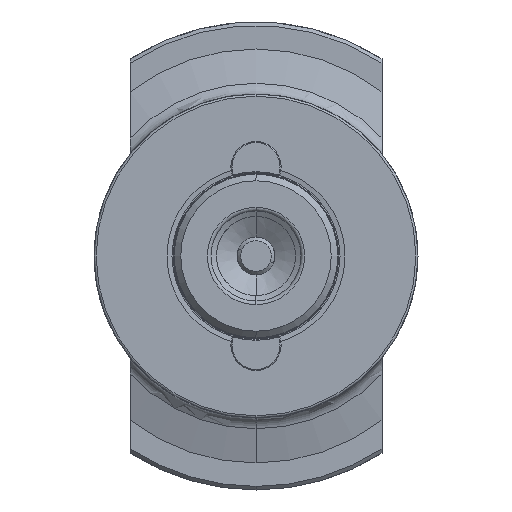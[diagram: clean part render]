
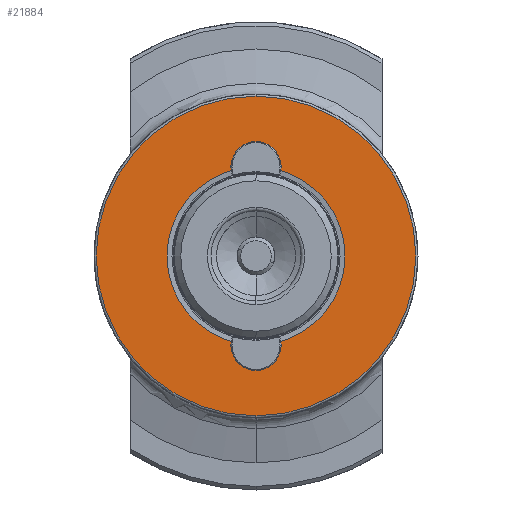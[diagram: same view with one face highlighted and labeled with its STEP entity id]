
A CAD part, left-side view. The second image highlights one B-rep face of the part: STEP entity #21884.
In plain terms, the highlighted planar face has unit normal (-1, 0, 0).
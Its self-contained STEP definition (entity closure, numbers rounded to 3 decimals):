
#42 = CARTESIAN_POINT ( 'NONE',  ( 0., 1.135, -24.689 ) ) ;
#138 = AXIS2_PLACEMENT_3D ( 'NONE', #19220, #21317, #8802 ) ;
#409 = CARTESIAN_POINT ( 'NONE',  ( 0., 0., 28. ) ) ;
#917 = DIRECTION ( 'NONE',  ( -1., 0., 0. ) ) ;
#1260 = AXIS2_PLACEMENT_3D ( 'NONE', #21265, #8738, #23363 ) ;
#2036 = CARTESIAN_POINT ( 'NONE',  ( 0., 0., -28. ) ) ;
#2352 = CIRCLE ( 'NONE', #20429, 3.5 ) ;
#2476 = CARTESIAN_POINT ( 'NONE',  ( 0., 0., -44.4 ) ) ;
#2481 = DIRECTION ( 'NONE',  ( 0., 0., 1. ) ) ;
#2576 = DIRECTION ( 'NONE',  ( -1., 0., 0. ) ) ;
#2612 = DIRECTION ( 'NONE',  ( 0., 0., 1. ) ) ;
#3215 = DIRECTION ( 'NONE',  ( 0., 0., 1. ) ) ;
#3413 = DIRECTION ( 'NONE',  ( -1., 0., 0. ) ) ;
#3505 = CARTESIAN_POINT ( 'NONE',  ( 0., 0., 0. ) ) ;
#4247 = EDGE_CURVE ( 'NONE', #23768, #18189, #21424, .T. ) ;
#4255 = DIRECTION ( 'NONE',  ( 0., 0., 1. ) ) ;
#4321 = CARTESIAN_POINT ( 'NONE',  ( 0., 0., -28. ) ) ;
#4514 = CARTESIAN_POINT ( 'NONE',  ( 0., -1.135, -24.689 ) ) ;
#4942 = ORIENTED_EDGE ( 'NONE', *, *, #10787, .F. ) ;
#5404 = ORIENTED_EDGE ( 'NONE', *, *, #21336, .T. ) ;
#5543 = EDGE_CURVE ( 'NONE', #16218, #14211, #6059, .T. ) ;
#5796 = CARTESIAN_POINT ( 'NONE',  ( 0., 1.135, 24.689 ) ) ;
#6059 = CIRCLE ( 'NONE', #7432, 44.4 ) ;
#7087 = ORIENTED_EDGE ( 'NONE', *, *, #4247, .F. ) ;
#7432 = AXIS2_PLACEMENT_3D ( 'NONE', #3505, #3413, #3215 ) ;
#8234 = CIRCLE ( 'NONE', #26899, 24.715 ) ;
#8738 = DIRECTION ( 'NONE',  ( -1., 0., 0. ) ) ;
#8802 = DIRECTION ( 'NONE',  ( 0., 0., -1. ) ) ;
#9981 = VERTEX_POINT ( 'NONE', #20107 ) ;
#10787 = EDGE_CURVE ( 'NONE', #18189, #9981, #20494, .T. ) ;
#10799 = VERTEX_POINT ( 'NONE', #4514 ) ;
#11009 = AXIS2_PLACEMENT_3D ( 'NONE', #21546, #21510, #21475 ) ;
#11399 = ORIENTED_EDGE ( 'NONE', *, *, #16739, .F. ) ;
#11441 = AXIS2_PLACEMENT_3D ( 'NONE', #409, #15459, #2612 ) ;
#11992 = VERTEX_POINT ( 'NONE', #19213 ) ;
#12302 = AXIS2_PLACEMENT_3D ( 'NONE', #4321, #2576, #2481 ) ;
#13377 = ORIENTED_EDGE ( 'NONE', *, *, #5543, .T. ) ;
#13828 = CARTESIAN_POINT ( 'NONE',  ( 0., 0., 28. ) ) ;
#14211 = VERTEX_POINT ( 'NONE', #15138 ) ;
#14350 = DIRECTION ( 'NONE',  ( 0., 0., 1. ) ) ;
#14379 = DIRECTION ( 'NONE',  ( -1., 0., 0. ) ) ;
#14417 = CARTESIAN_POINT ( 'NONE',  ( 0., 0., 0. ) ) ;
#14882 = CIRCLE ( 'NONE', #11441, 3.5 ) ;
#15138 = CARTESIAN_POINT ( 'NONE',  ( 0., 0., 44.4 ) ) ;
#15430 = EDGE_CURVE ( 'NONE', #10799, #26115, #8234, .T. ) ;
#15459 = DIRECTION ( 'NONE',  ( -1., 0., 0. ) ) ;
#15925 = DIRECTION ( 'NONE',  ( 0., 0., 1. ) ) ;
#16218 = VERTEX_POINT ( 'NONE', #2476 ) ;
#16739 = EDGE_CURVE ( 'NONE', #11992, #23768, #2352, .T. ) ;
#16840 = CIRCLE ( 'NONE', #1260, 44.4 ) ;
#17006 = DIRECTION ( 'NONE',  ( -1., 0., 0. ) ) ;
#18189 = VERTEX_POINT ( 'NONE', #42 ) ;
#19213 = CARTESIAN_POINT ( 'NONE',  ( 0., 0., 31.5 ) ) ;
#19220 = CARTESIAN_POINT ( 'NONE',  ( 0., 0., -24.715 ) ) ;
#20063 = FACE_OUTER_BOUND ( 'NONE', #24663, .T. ) ;
#20107 = CARTESIAN_POINT ( 'NONE',  ( 0., 0., -31.5 ) ) ;
#20429 = AXIS2_PLACEMENT_3D ( 'NONE', #13828, #917, #15925 ) ;
#20494 = CIRCLE ( 'NONE', #12302, 3.5 ) ;
#21228 = PLANE ( 'NONE',  #138 ) ;
#21265 = CARTESIAN_POINT ( 'NONE',  ( 0., 0., 0. ) ) ;
#21301 = EDGE_CURVE ( 'NONE', #9981, #10799, #23029, .T. ) ;
#21317 = DIRECTION ( 'NONE',  ( 1., 0., 0. ) ) ;
#21336 = EDGE_CURVE ( 'NONE', #14211, #16218, #16840, .T. ) ;
#21424 = CIRCLE ( 'NONE', #11009, 24.715 ) ;
#21457 = EDGE_CURVE ( 'NONE', #26115, #11992, #14882, .T. ) ;
#21475 = DIRECTION ( 'NONE',  ( 0., 0., 1. ) ) ;
#21510 = DIRECTION ( 'NONE',  ( -1., 0., 0. ) ) ;
#21546 = CARTESIAN_POINT ( 'NONE',  ( 0., 0., 0. ) ) ;
#21884 = ADVANCED_FACE ( 'NONE', ( #25661, #20063 ), #21228, .F. ) ;
#22175 = ORIENTED_EDGE ( 'NONE', *, *, #15430, .F. ) ;
#22844 = ORIENTED_EDGE ( 'NONE', *, *, #21457, .F. ) ;
#23020 = EDGE_LOOP ( 'NONE', ( #7087, #11399, #22844, #22175, #27427, #4942 ) ) ;
#23029 = CIRCLE ( 'NONE', #23109, 3.5 ) ;
#23109 = AXIS2_PLACEMENT_3D ( 'NONE', #2036, #17006, #4255 ) ;
#23363 = DIRECTION ( 'NONE',  ( 0., 0., 1. ) ) ;
#23768 = VERTEX_POINT ( 'NONE', #5796 ) ;
#24663 = EDGE_LOOP ( 'NONE', ( #5404, #13377 ) ) ;
#25661 = FACE_BOUND ( 'NONE', #23020, .T. ) ;
#26115 = VERTEX_POINT ( 'NONE', #27516 ) ;
#26899 = AXIS2_PLACEMENT_3D ( 'NONE', #14417, #14379, #14350 ) ;
#27427 = ORIENTED_EDGE ( 'NONE', *, *, #21301, .F. ) ;
#27516 = CARTESIAN_POINT ( 'NONE',  ( 0., -1.135, 24.689 ) ) ;
